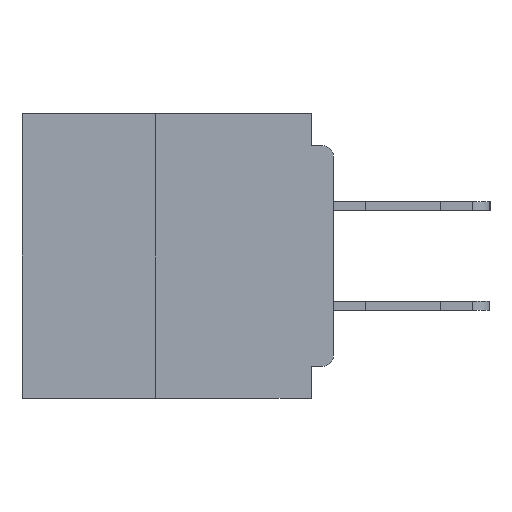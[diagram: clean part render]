
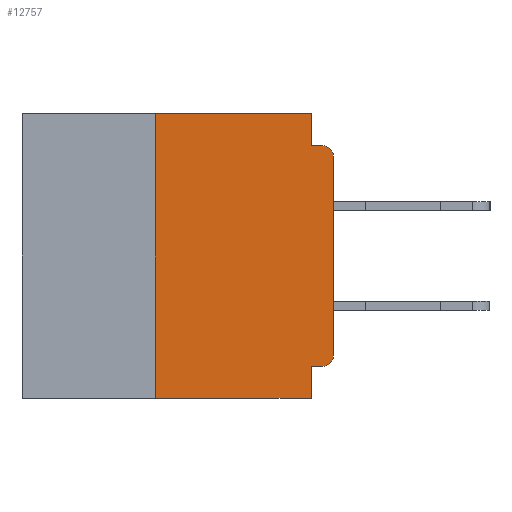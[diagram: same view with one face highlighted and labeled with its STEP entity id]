
A CAD part, left-side view. The second image highlights one B-rep face of the part: STEP entity #12757.
In plain terms, the highlighted planar face has unit normal (-1, 0, 0).
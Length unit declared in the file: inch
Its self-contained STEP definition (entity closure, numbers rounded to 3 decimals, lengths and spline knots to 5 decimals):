
#254 = AXIS2_PLACEMENT_3D ( 'NONE', #42154, #42026, #41935 ) ;
#459 = EDGE_CURVE ( 'NONE', #28004, #34794, #10322, .T. ) ;
#792 = DIRECTION ( 'NONE',  ( 0., 1., 0. ) ) ;
#810 = CIRCLE ( 'NONE', #3519, 0.015 ) ;
#1666 = DIRECTION ( 'NONE',  ( 0., 0., -1. ) ) ;
#2304 = LINE ( 'NONE', #5870, #37787 ) ;
#2724 = EDGE_CURVE ( 'NONE', #38867, #36703, #810, .T. ) ;
#2958 = CARTESIAN_POINT ( 'NONE',  ( 0., 0.031, -0.4 ) ) ;
#3307 = LINE ( 'NONE', #25583, #11504 ) ;
#3519 = AXIS2_PLACEMENT_3D ( 'NONE', #7914, #7905, #7820 ) ;
#4161 = VECTOR ( 'NONE', #41282, 39.37008 ) ;
#4809 = ORIENTED_EDGE ( 'NONE', *, *, #12579, .F. ) ;
#5870 = CARTESIAN_POINT ( 'NONE',  ( 0., 0.031, -0.4 ) ) ;
#5884 = CARTESIAN_POINT ( 'NONE',  ( 0., 0., -0.045 ) ) ;
#6311 = ORIENTED_EDGE ( 'NONE', *, *, #9535, .F. ) ;
#6949 = LINE ( 'NONE', #41971, #33312 ) ;
#7604 = CARTESIAN_POINT ( 'NONE',  ( 0., 0.437, 0. ) ) ;
#7820 = DIRECTION ( 'NONE',  ( 0., 0., -1. ) ) ;
#7905 = DIRECTION ( 'NONE',  ( -1., 0., 0. ) ) ;
#7914 = CARTESIAN_POINT ( 'NONE',  ( 0., 0.015, -0.34 ) ) ;
#7998 = ORIENTED_EDGE ( 'NONE', *, *, #13108, .F. ) ;
#8425 = CARTESIAN_POINT ( 'NONE',  ( 0., 0.25, -0.4 ) ) ;
#8516 = VERTEX_POINT ( 'NONE', #44326 ) ;
#8894 = ORIENTED_EDGE ( 'NONE', *, *, #40163, .F. ) ;
#9535 = EDGE_CURVE ( 'NONE', #42625, #34794, #26617, .T. ) ;
#10179 = CARTESIAN_POINT ( 'NONE',  ( 0., 0., 0. ) ) ;
#10322 = CIRCLE ( 'NONE', #254, 0.015 ) ;
#10445 = ORIENTED_EDGE ( 'NONE', *, *, #42991, .T. ) ;
#10493 = CARTESIAN_POINT ( 'NONE',  ( 0., 0.437, -0.4 ) ) ;
#10625 = VERTEX_POINT ( 'NONE', #8425 ) ;
#11504 = VECTOR ( 'NONE', #25438, 39.37008 ) ;
#12579 = EDGE_CURVE ( 'NONE', #27921, #30369, #32348, .T. ) ;
#12757 = ADVANCED_FACE ( 'NONE', ( #22620 ), #21116, .F. ) ;
#12965 = CARTESIAN_POINT ( 'NONE',  ( 0., 0.25, 0. ) ) ;
#13000 = VECTOR ( 'NONE', #23970, 39.37008 ) ;
#13108 = EDGE_CURVE ( 'NONE', #8516, #37998, #2304, .T. ) ;
#13628 = DIRECTION ( 'NONE',  ( 0., 0., 1. ) ) ;
#14981 = VECTOR ( 'NONE', #13628, 39.37008 ) ;
#15321 = AXIS2_PLACEMENT_3D ( 'NONE', #7604, #17953, #41889 ) ;
#15460 = CARTESIAN_POINT ( 'NONE',  ( 0., 0.031, 0. ) ) ;
#17454 = VECTOR ( 'NONE', #43657, 39.37008 ) ;
#17953 = DIRECTION ( 'NONE',  ( 1., 0., 0. ) ) ;
#18596 = CARTESIAN_POINT ( 'NONE',  ( 0., 0.015, -0.355 ) ) ;
#20517 = CARTESIAN_POINT ( 'NONE',  ( 0., 0.437, 0. ) ) ;
#21116 = PLANE ( 'NONE',  #15321 ) ;
#22620 = FACE_OUTER_BOUND ( 'NONE', #34640, .T. ) ;
#23434 = CARTESIAN_POINT ( 'NONE',  ( 0., 0., -0.06 ) ) ;
#23970 = DIRECTION ( 'NONE',  ( 0., -1., 0. ) ) ;
#24076 = LINE ( 'NONE', #10179, #14981 ) ;
#25438 = DIRECTION ( 'NONE',  ( 0., 0., 1. ) ) ;
#25583 = CARTESIAN_POINT ( 'NONE',  ( 0., 0.25, -0.4 ) ) ;
#25982 = ORIENTED_EDGE ( 'NONE', *, *, #459, .T. ) ;
#26617 = LINE ( 'NONE', #5884, #17454 ) ;
#26635 = EDGE_CURVE ( 'NONE', #30369, #42625, #42920, .T. ) ;
#27476 = CARTESIAN_POINT ( 'NONE',  ( 0., 0.031, 0. ) ) ;
#27921 = VERTEX_POINT ( 'NONE', #12965 ) ;
#28004 = VERTEX_POINT ( 'NONE', #23434 ) ;
#30369 = VERTEX_POINT ( 'NONE', #27476 ) ;
#31666 = LINE ( 'NONE', #10493, #4161 ) ;
#32348 = LINE ( 'NONE', #20517, #13000 ) ;
#32657 = CARTESIAN_POINT ( 'NONE',  ( 0., 0., -0.34 ) ) ;
#32766 = ORIENTED_EDGE ( 'NONE', *, *, #43920, .T. ) ;
#32995 = CARTESIAN_POINT ( 'NONE',  ( 0., 0.015, -0.045 ) ) ;
#33312 = VECTOR ( 'NONE', #792, 39.37008 ) ;
#33889 = VECTOR ( 'NONE', #1666, 39.37008 ) ;
#34640 = EDGE_LOOP ( 'NONE', ( #10445, #25982, #6311, #38231, #4809, #8894, #32766, #7998, #39390, #35628 ) ) ;
#34794 = VERTEX_POINT ( 'NONE', #32995 ) ;
#35628 = ORIENTED_EDGE ( 'NONE', *, *, #2724, .T. ) ;
#36703 = VERTEX_POINT ( 'NONE', #32657 ) ;
#37787 = VECTOR ( 'NONE', #43636, 39.37008 ) ;
#37998 = VERTEX_POINT ( 'NONE', #2958 ) ;
#38231 = ORIENTED_EDGE ( 'NONE', *, *, #26635, .F. ) ;
#38332 = CARTESIAN_POINT ( 'NONE',  ( 0., 0.031, -0.045 ) ) ;
#38867 = VERTEX_POINT ( 'NONE', #18596 ) ;
#39390 = ORIENTED_EDGE ( 'NONE', *, *, #42064, .F. ) ;
#40163 = EDGE_CURVE ( 'NONE', #10625, #27921, #3307, .T. ) ;
#41282 = DIRECTION ( 'NONE',  ( 0., -1., 0. ) ) ;
#41889 = DIRECTION ( 'NONE',  ( 0., 0., -1. ) ) ;
#41935 = DIRECTION ( 'NONE',  ( 0., 0., -1. ) ) ;
#41971 = CARTESIAN_POINT ( 'NONE',  ( 0., 0., -0.355 ) ) ;
#42026 = DIRECTION ( 'NONE',  ( -1., 0., 0. ) ) ;
#42064 = EDGE_CURVE ( 'NONE', #38867, #8516, #6949, .T. ) ;
#42154 = CARTESIAN_POINT ( 'NONE',  ( 0., 0.015, -0.06 ) ) ;
#42625 = VERTEX_POINT ( 'NONE', #38332 ) ;
#42920 = LINE ( 'NONE', #15460, #33889 ) ;
#42991 = EDGE_CURVE ( 'NONE', #36703, #28004, #24076, .T. ) ;
#43636 = DIRECTION ( 'NONE',  ( 0., 0., -1. ) ) ;
#43657 = DIRECTION ( 'NONE',  ( 0., -1., 0. ) ) ;
#43920 = EDGE_CURVE ( 'NONE', #10625, #37998, #31666, .T. ) ;
#44326 = CARTESIAN_POINT ( 'NONE',  ( 0., 0.031, -0.355 ) ) ;
